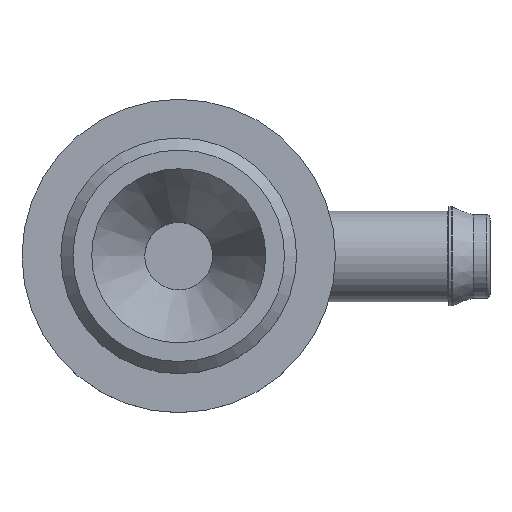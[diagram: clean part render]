
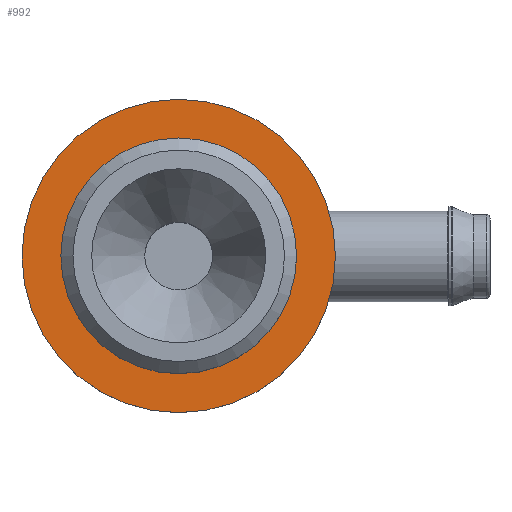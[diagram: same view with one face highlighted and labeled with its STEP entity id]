
A CAD part, top view. The second image highlights one B-rep face of the part: STEP entity #992.
In plain terms, the highlighted planar face has unit normal (0, 0, 1).
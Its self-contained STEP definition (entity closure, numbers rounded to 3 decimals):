
#366=ORIENTED_EDGE('',*,*,#550,.F.);
#367=ORIENTED_EDGE('',*,*,#551,.T.);
#550=EDGE_CURVE('',#642,#642,#709,.T.);
#551=EDGE_CURVE('',#643,#643,#710,.T.);
#642=VERTEX_POINT('',#1815);
#643=VERTEX_POINT('',#1817);
#709=CIRCLE('',#1129,7.975);
#710=CIRCLE('',#1130,11.075);
#786=EDGE_LOOP('',(#366));
#787=EDGE_LOOP('',(#367));
#883=FACE_BOUND('',#786,.T.);
#884=FACE_BOUND('',#787,.T.);
#933=PLANE('',#1128);
#992=ADVANCED_FACE('',(#883,#884),#933,.F.);
#1128=AXIS2_PLACEMENT_3D('',#1813,#1414,#1415);
#1129=AXIS2_PLACEMENT_3D('',#1814,#1416,#1417);
#1130=AXIS2_PLACEMENT_3D('',#1816,#1418,#1419);
#1414=DIRECTION('',(0.,0.,-1.));
#1415=DIRECTION('',(-1.,0.,0.));
#1416=DIRECTION('',(0.,0.,1.));
#1417=DIRECTION('',(1.,0.,0.));
#1418=DIRECTION('',(0.,0.,1.));
#1419=DIRECTION('',(1.,0.,0.));
#1813=CARTESIAN_POINT('',(9.5,0.,16.75));
#1814=CARTESIAN_POINT('',(0.,0.,16.75));
#1815=CARTESIAN_POINT('',(7.975,0.,16.75));
#1816=CARTESIAN_POINT('',(0.,0.,16.75));
#1817=CARTESIAN_POINT('',(11.075,0.,16.75));
